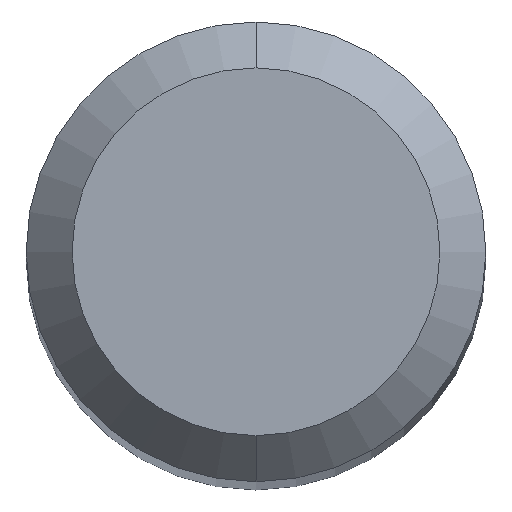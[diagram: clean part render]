
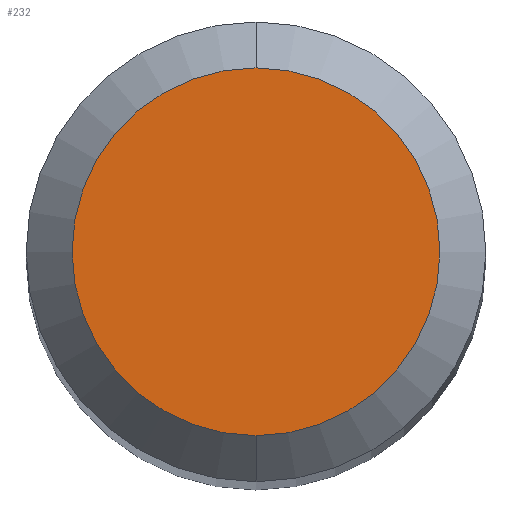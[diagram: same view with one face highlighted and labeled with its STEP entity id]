
A CAD part, top view. The second image highlights one B-rep face of the part: STEP entity #232.
In plain terms, the highlighted planar face has unit normal (0, 0, 1).
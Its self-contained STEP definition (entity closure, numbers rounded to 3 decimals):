
#12 = DIRECTION ( 'NONE',  ( 0., 1., 0. ) ) ;
#32 = CIRCLE ( 'NONE', #244, 1.2 ) ;
#47 = AXIS2_PLACEMENT_3D ( 'NONE', #287, #318, #282 ) ;
#61 = CARTESIAN_POINT ( 'NONE',  ( 0., 0., 38. ) ) ;
#62 = ORIENTED_EDGE ( 'NONE', *, *, #90, .F. ) ;
#90 = EDGE_CURVE ( 'NONE', #132, #252, #185, .T. ) ;
#93 = DIRECTION ( 'NONE',  ( 0., 1., 0. ) ) ;
#132 = VERTEX_POINT ( 'NONE', #330 ) ;
#146 = PLANE ( 'NONE',  #306 ) ;
#170 = FACE_OUTER_BOUND ( 'NONE', #310, .T. ) ;
#177 = ORIENTED_EDGE ( 'NONE', *, *, #210, .F. ) ;
#185 = CIRCLE ( 'NONE', #47, 1.2 ) ;
#205 = CARTESIAN_POINT ( 'NONE',  ( 0., 1.2, 38. ) ) ;
#210 = EDGE_CURVE ( 'NONE', #252, #132, #32, .T. ) ;
#225 = DIRECTION ( 'NONE',  ( 0., 0., -1. ) ) ;
#231 = CARTESIAN_POINT ( 'NONE',  ( 0., 0., 38. ) ) ;
#232 = ADVANCED_FACE ( 'NONE', ( #170 ), #146, .F. ) ;
#244 = AXIS2_PLACEMENT_3D ( 'NONE', #61, #316, #12 ) ;
#252 = VERTEX_POINT ( 'NONE', #205 ) ;
#282 = DIRECTION ( 'NONE',  ( 0., 1., 0. ) ) ;
#287 = CARTESIAN_POINT ( 'NONE',  ( 0., 0., 38. ) ) ;
#306 = AXIS2_PLACEMENT_3D ( 'NONE', #231, #225, #93 ) ;
#310 = EDGE_LOOP ( 'NONE', ( #177, #62 ) ) ;
#316 = DIRECTION ( 'NONE',  ( 0., 0., -1. ) ) ;
#318 = DIRECTION ( 'NONE',  ( 0., 0., -1. ) ) ;
#330 = CARTESIAN_POINT ( 'NONE',  ( 0., -1.2, 38. ) ) ;
